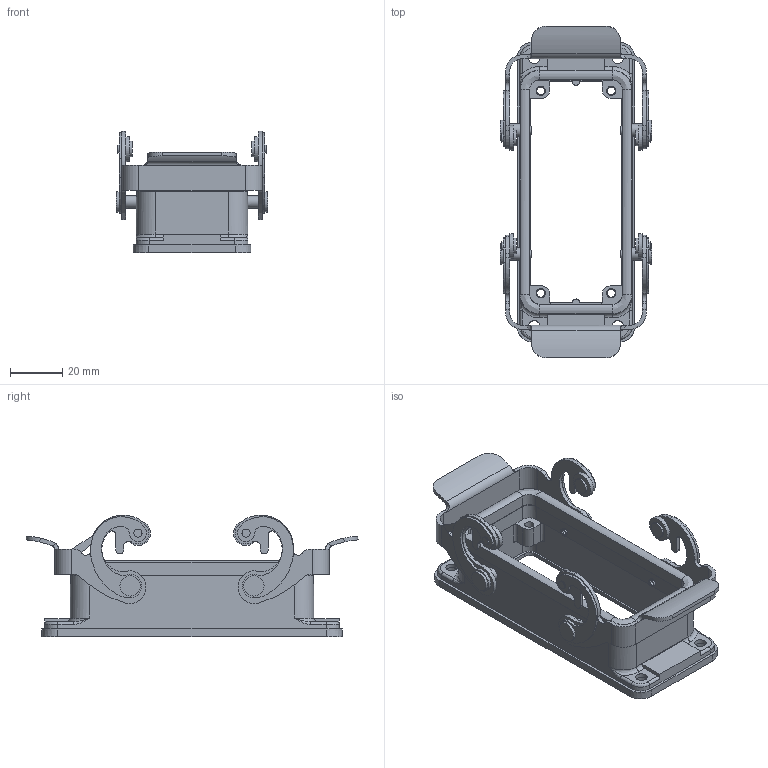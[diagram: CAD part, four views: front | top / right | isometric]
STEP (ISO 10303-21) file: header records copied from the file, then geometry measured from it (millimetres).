
FILE_DESCRIPTION(/* description */ (''),/* implementation_level */ '2;1');
FILE_NAME(/* name */ 'H16B-BK-2L&S.stp',/* time_stamp */ '2023-04-16T11:19:39+08:00',/* author */ (''),/* organization */ (''),/* preprocessor_version */ 'ST-DEVELOPER v16',/* originating_system */ 'SIEMENS PLM Software NX 10.0',/* authorisation */ '');
FILE_SCHEMA (('AUTOMOTIVE_DESIGN { 1 0 10303 214 3 1 1 1 }'));
Length unit declared in the file: millimetre
Products named in the file (1): Admi171801C950o4
Bounding box: 58 x 127.36 x 46.62 mm (x, y, z)
Volume: 40666.5 mm3; surface area: 36189.4 mm2
Topology: 1 solids, 2 shells, 596 faces, 1545 edges, 1018 vertices
Faces by surface type: cylinder 262, plane 245, extrusion 49, bspline 28, cone 10, revolution 2
Full cylindrical faces by diameter (mm): 2.4 x4, 3 x8, 3.1 x4, 3.5 x4, 3.9 x8, 4.4 x4, 4.5 x4, 4.8 x4, 4.9 x4, 6 x4, 6.2 x4, 7.8 x4, 9.6 x4
Entity records: 19760 total; most frequent: CARTESIAN_POINT 5516, ORIENTED_EDGE 2922, DIRECTION 2852, EDGE_CURVE 1461, AXIS2_PLACEMENT_3D 1060, VERTEX_POINT 998, EDGE_LOOP 749, VECTOR 730
